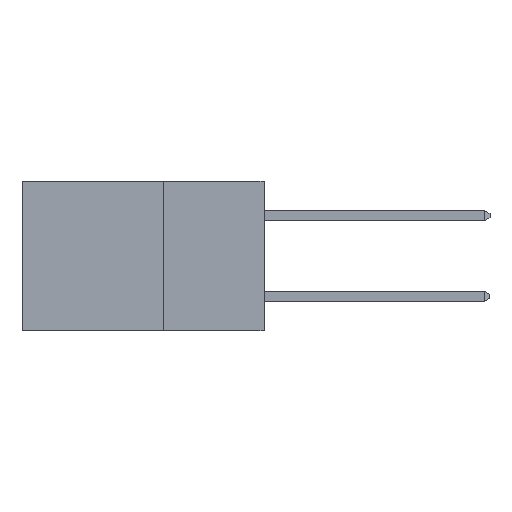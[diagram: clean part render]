
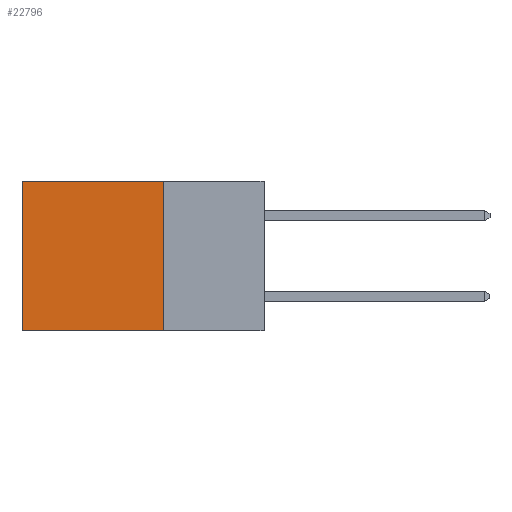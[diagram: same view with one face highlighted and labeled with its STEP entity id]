
A CAD part, left-side view. The second image highlights one B-rep face of the part: STEP entity #22796.
In plain terms, the highlighted planar face has unit normal (-1, 0, 0).
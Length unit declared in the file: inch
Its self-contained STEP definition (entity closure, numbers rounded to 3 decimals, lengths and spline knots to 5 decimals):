
#934 = CARTESIAN_POINT ( 'NONE',  ( 0.298, 0.25, 0. ) ) ;
#1208 = EDGE_CURVE ( 'NONE', #13882, #24666, #5104, .T. ) ;
#3101 = DIRECTION ( 'NONE',  ( 0., 0., -1. ) ) ;
#4694 = CARTESIAN_POINT ( 'NONE',  ( 0.298, 0.6, -0.37 ) ) ;
#4927 = ORIENTED_EDGE ( 'NONE', *, *, #26591, .T. ) ;
#5104 = LINE ( 'NONE', #11191, #15679 ) ;
#7610 = LINE ( 'NONE', #19214, #18182 ) ;
#8559 = VECTOR ( 'NONE', #16143, 39.37008 ) ;
#8878 = CARTESIAN_POINT ( 'NONE',  ( 0.298, 0.25, 0. ) ) ;
#10771 = VERTEX_POINT ( 'NONE', #4694 ) ;
#11191 = CARTESIAN_POINT ( 'NONE',  ( 0.298, 0.25, 0. ) ) ;
#11664 = ORIENTED_EDGE ( 'NONE', *, *, #17584, .F. ) ;
#13673 = PLANE ( 'NONE',  #21831 ) ;
#13882 = VERTEX_POINT ( 'NONE', #8878 ) ;
#14640 = DIRECTION ( 'NONE',  ( 0., 1., 0. ) ) ;
#15565 = LINE ( 'NONE', #25075, #16242 ) ;
#15679 = VECTOR ( 'NONE', #22431, 39.37008 ) ;
#15786 = DIRECTION ( 'NONE',  ( 1., 0., 0. ) ) ;
#16143 = DIRECTION ( 'NONE',  ( 0., 0., -1. ) ) ;
#16242 = VECTOR ( 'NONE', #14640, 39.37008 ) ;
#16536 = CARTESIAN_POINT ( 'NONE',  ( 0.298, 0.25, -0.37 ) ) ;
#16617 = ORIENTED_EDGE ( 'NONE', *, *, #25402, .T. ) ;
#16658 = CARTESIAN_POINT ( 'NONE',  ( 0.298, 0.6, 0. ) ) ;
#17584 = EDGE_CURVE ( 'NONE', #24666, #10771, #7610, .T. ) ;
#18182 = VECTOR ( 'NONE', #21299, 39.37008 ) ;
#19214 = CARTESIAN_POINT ( 'NONE',  ( 0.298, 0.25, -0.37 ) ) ;
#19789 = LINE ( 'NONE', #24544, #8559 ) ;
#21299 = DIRECTION ( 'NONE',  ( 0., 1., 0. ) ) ;
#21831 = AXIS2_PLACEMENT_3D ( 'NONE', #934, #15786, #3101 ) ;
#22393 = VERTEX_POINT ( 'NONE', #16658 ) ;
#22431 = DIRECTION ( 'NONE',  ( 0., 0., -1. ) ) ;
#22796 = ADVANCED_FACE ( 'NONE', ( #24109 ), #13673, .F. ) ;
#24000 = ORIENTED_EDGE ( 'NONE', *, *, #1208, .F. ) ;
#24109 = FACE_OUTER_BOUND ( 'NONE', #26525, .T. ) ;
#24544 = CARTESIAN_POINT ( 'NONE',  ( 0.298, 0.6, 0. ) ) ;
#24666 = VERTEX_POINT ( 'NONE', #16536 ) ;
#25075 = CARTESIAN_POINT ( 'NONE',  ( 0.298, 0.25, 0. ) ) ;
#25402 = EDGE_CURVE ( 'NONE', #13882, #22393, #15565, .T. ) ;
#26525 = EDGE_LOOP ( 'NONE', ( #4927, #11664, #24000, #16617 ) ) ;
#26591 = EDGE_CURVE ( 'NONE', #22393, #10771, #19789, .T. ) ;
